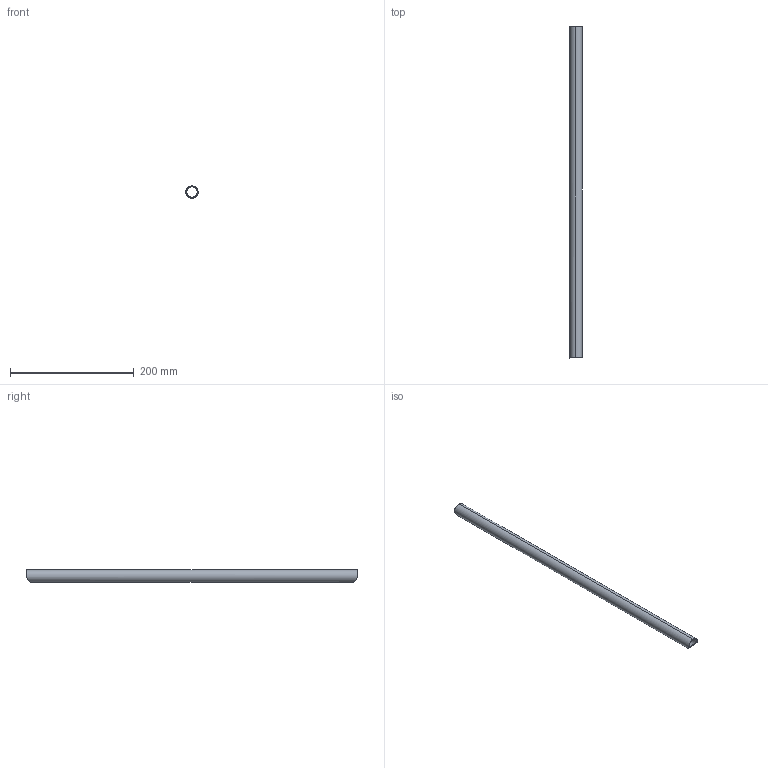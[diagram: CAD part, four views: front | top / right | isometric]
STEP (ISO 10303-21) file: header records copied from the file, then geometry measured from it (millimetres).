
FILE_DESCRIPTION(('STEP AP214'),'1');
FILE_NAME('111.stp','2018-12-06T12:36:10',(' '),(' '),'Spatial InterOp 3D',' ',' ');
FILE_SCHEMA(('automotive_design'));
Length unit declared in the file: metre
Products named in the file (1): Corps1
Bounding box: 20 x 537.64 x 20 mm (x, y, z)
Volume: 46345.5 mm3; surface area: 62005.6 mm2
Topology: 1 solids, 1 shells, 6 faces, 16 edges, 12 vertices
Faces by surface type: cylinder 6
Entity records: 453 total; most frequent: CARTESIAN_POINT 243, ORIENTED_EDGE 32, DIRECTION 18, EDGE_CURVE 16, VERTEX_POINT 12, B_SPLINE_CURVE_WITH_KNOTS 12, EDGE_LOOP 8, STYLED_ITEM 7
